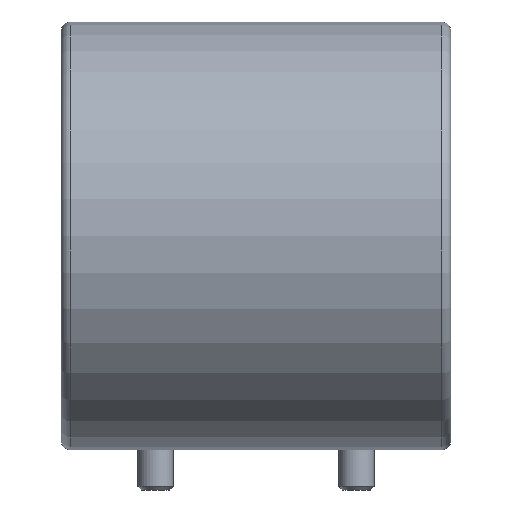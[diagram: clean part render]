
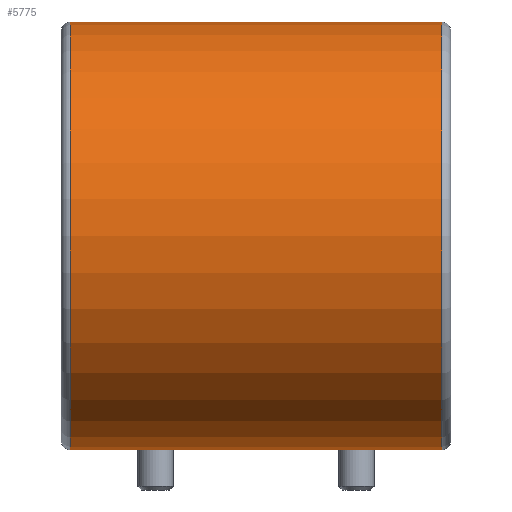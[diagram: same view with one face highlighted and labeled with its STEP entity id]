
A CAD part, front view. The second image highlights one B-rep face of the part: STEP entity #5775.
In plain terms, the highlighted cylindrical face has radius 48 mm (diameter 96 mm), a partial arc.
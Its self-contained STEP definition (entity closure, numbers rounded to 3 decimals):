
#593 = CARTESIAN_POINT ( 'NONE',  ( 41.7, 0., 0. ) ) ;
#2229 = DIRECTION ( 'NONE',  ( -1., 0., 0. ) ) ;
#3232 = ORIENTED_EDGE ( 'NONE', *, *, #17631, .T. ) ;
#3693 = CARTESIAN_POINT ( 'NONE',  ( -39.045, 0., 48. ) ) ;
#3738 = CARTESIAN_POINT ( 'NONE',  ( -41.7, 0., 48. ) ) ;
#4030 = CARTESIAN_POINT ( 'NONE',  ( 41.7, 0., -48. ) ) ;
#4642 = CIRCLE ( 'NONE', #10674, 48. ) ;
#5449 = DIRECTION ( 'NONE',  ( 0., 0., 1. ) ) ;
#5775 = ADVANCED_FACE ( 'NONE', ( #18761 ), #8096, .T. ) ;
#5991 = DIRECTION ( 'NONE',  ( -1., 0., 0. ) ) ;
#7290 = DIRECTION ( 'NONE',  ( 0., 0., 1. ) ) ;
#8096 = CYLINDRICAL_SURFACE ( 'NONE', #15315, 48. ) ;
#8517 = LINE ( 'NONE', #3693, #18397 ) ;
#10674 = AXIS2_PLACEMENT_3D ( 'NONE', #26893, #2229, #7290 ) ;
#11073 = ORIENTED_EDGE ( 'NONE', *, *, #18702, .F. ) ;
#11827 = EDGE_CURVE ( 'NONE', #30622, #23294, #23431, .T. ) ;
#12046 = DIRECTION ( 'NONE',  ( 0., 0., 1. ) ) ;
#12778 = LINE ( 'NONE', #26938, #24128 ) ;
#13067 = CARTESIAN_POINT ( 'NONE',  ( 41.7, 0., 48. ) ) ;
#14808 = DIRECTION ( 'NONE',  ( -1., 0., 0. ) ) ;
#15315 = AXIS2_PLACEMENT_3D ( 'NONE', #26525, #14808, #12046 ) ;
#16081 = VERTEX_POINT ( 'NONE', #26075 ) ;
#16731 = AXIS2_PLACEMENT_3D ( 'NONE', #593, #17286, #5449 ) ;
#17286 = DIRECTION ( 'NONE',  ( -1., 0., 0. ) ) ;
#17631 = EDGE_CURVE ( 'NONE', #23294, #20841, #8517, .T. ) ;
#18223 = ORIENTED_EDGE ( 'NONE', *, *, #11827, .T. ) ;
#18397 = VECTOR ( 'NONE', #5991, 1000. ) ;
#18702 = EDGE_CURVE ( 'NONE', #16081, #20841, #4642, .T. ) ;
#18761 = FACE_OUTER_BOUND ( 'NONE', #25952, .T. ) ;
#20841 = VERTEX_POINT ( 'NONE', #3738 ) ;
#21032 = ORIENTED_EDGE ( 'NONE', *, *, #28195, .F. ) ;
#23294 = VERTEX_POINT ( 'NONE', #13067 ) ;
#23431 = CIRCLE ( 'NONE', #16731, 48. ) ;
#24128 = VECTOR ( 'NONE', #27032, 1000. ) ;
#25952 = EDGE_LOOP ( 'NONE', ( #21032, #18223, #3232, #11073 ) ) ;
#26075 = CARTESIAN_POINT ( 'NONE',  ( -41.7, 0., -48. ) ) ;
#26525 = CARTESIAN_POINT ( 'NONE',  ( -39.045, 0., 0. ) ) ;
#26893 = CARTESIAN_POINT ( 'NONE',  ( -41.7, 0., 0. ) ) ;
#26938 = CARTESIAN_POINT ( 'NONE',  ( -39.045, 0., -48. ) ) ;
#27032 = DIRECTION ( 'NONE',  ( -1., 0., 0. ) ) ;
#28195 = EDGE_CURVE ( 'NONE', #30622, #16081, #12778, .T. ) ;
#30622 = VERTEX_POINT ( 'NONE', #4030 ) ;
